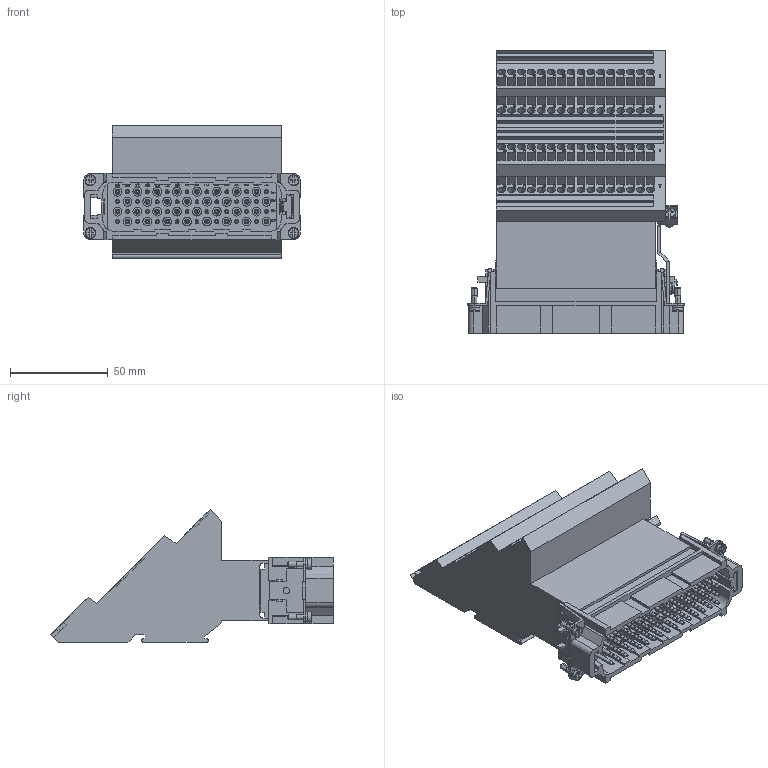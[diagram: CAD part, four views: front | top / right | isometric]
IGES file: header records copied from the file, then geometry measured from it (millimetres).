
Global section: file name: No Iges File Name specified; native system: AutoDesk Inventor R6.1; preprocessor: AutoDesk Inventor Iges Exporter R6.1; author: No Author specified; organization: No Organization specified; date: 20061127.130024; units: millimetre
Bounding box: 110.7 x 144.5 x 68 mm (x, y, z)
Volume: 384929.1 mm3; surface area: 92094.5 mm2
Topology: 3 solids, 3 shells, 3248 faces, 8256 edges, 5437 vertices
Faces by surface type: plane 1692, bspline 966, cylinder 232, revolution 216, cone 132, sphere 6, torus 4
